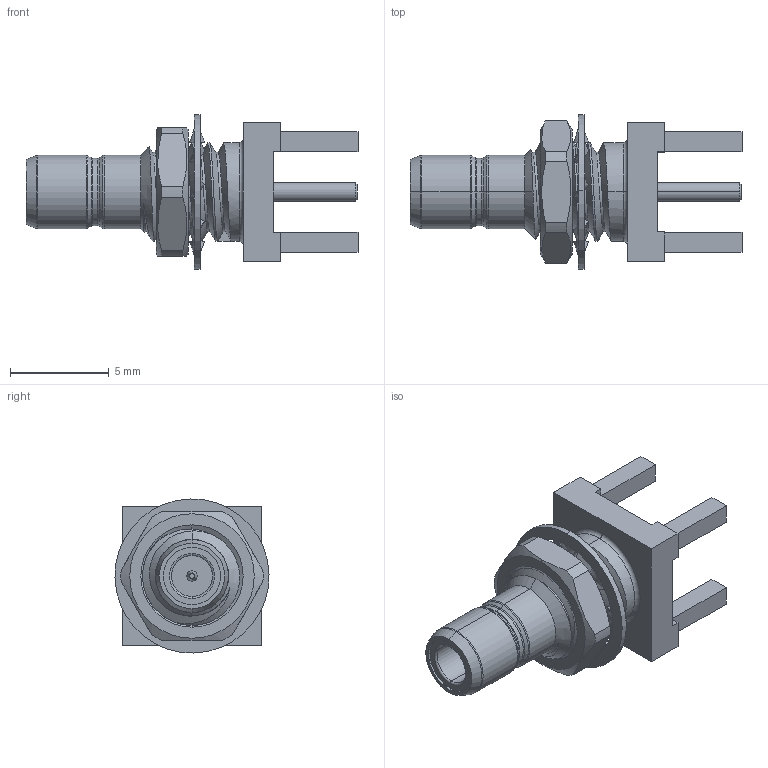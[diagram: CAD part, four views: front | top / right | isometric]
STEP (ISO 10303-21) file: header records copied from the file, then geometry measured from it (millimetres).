
FILE_DESCRIPTION (( 'STEP AP214' ), '1' );
FILE_NAME ('Âèëêà_ÑÐ-50-1-04-Â-Ï-074.STEP', '2018-12-04T08:27:36', ( 'User' ), ( '' ), 'SwSTEP 2.0', 'SolidWorks 2016', '' );
FILE_SCHEMA (( 'AUTOMOTIVE_DESIGN' ));
Length unit declared in the file: millimetre
Products named in the file (1): Âèëêà_ÑÐ-50-1-04-Â-Ï-074
Bounding box: 16.8 x 7.8 x 7.8 mm (x, y, z)
Volume: 265.8 mm3; surface area: 585.2 mm2
Topology: 3 solids, 3 shells, 179 faces, 448 edges, 282 vertices
Faces by surface type: cylinder 56, plane 48, bspline 38, cone 23, torus 14
Entity records: 9694 total; most frequent: CARTESIAN_POINT 3785, ORIENTED_EDGE 896, DIRECTION 686, EDGE_CURVE 448, VERTEX_POINT 282, AXIS2_PLACEMENT_3D 259, EDGE_LOOP 190, UNCERTAINTY_MEASURE_WITH_UNIT 183
